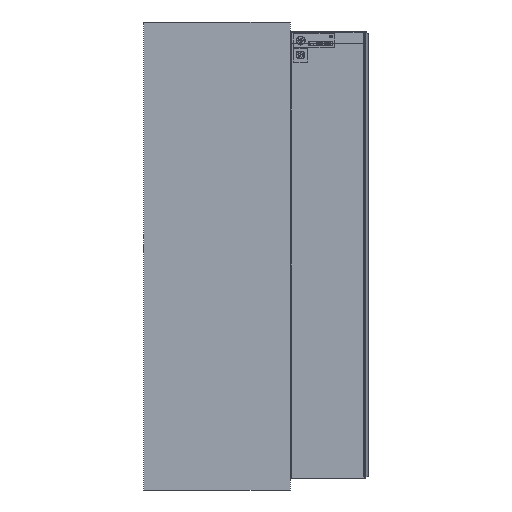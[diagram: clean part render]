
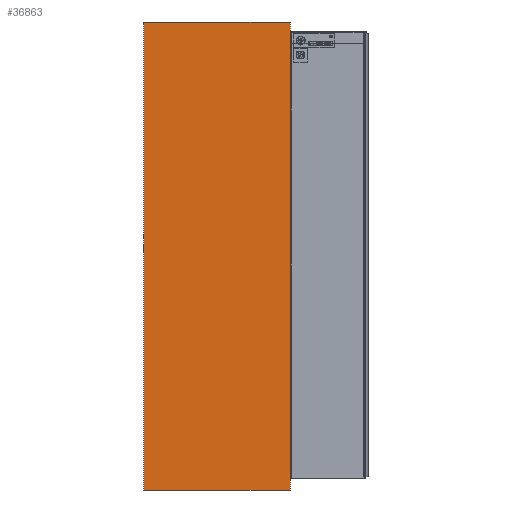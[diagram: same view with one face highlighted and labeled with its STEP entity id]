
A CAD part, left-side view. The second image highlights one B-rep face of the part: STEP entity #36863.
In plain terms, the highlighted planar face has unit normal (-1, 0, 0).
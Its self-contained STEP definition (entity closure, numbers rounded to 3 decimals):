
#1743=LINE('',#50099,#5486);
#1812=LINE('',#50252,#5555);
#1815=LINE('',#50257,#5558);
#1816=LINE('',#50258,#5559);
#5486=VECTOR('',#41803,10.);
#5555=VECTOR('',#41958,10.);
#5558=VECTOR('',#41963,10.);
#5559=VECTOR('',#41964,10.);
#9061=PLANE('',#39105);
#10973=FACE_OUTER_BOUND('',#13060,.T.);
#13060=EDGE_LOOP('',(#25182,#25183,#25184,#25185));
#16093=VERTEX_POINT('',#50096);
#16094=VERTEX_POINT('',#50098);
#16134=VERTEX_POINT('',#50249);
#16135=VERTEX_POINT('',#50251);
#19605=EDGE_CURVE('',#16093,#16094,#1743,.T.);
#19681=EDGE_CURVE('',#16134,#16135,#1812,.T.);
#19684=EDGE_CURVE('',#16094,#16134,#1815,.T.);
#19685=EDGE_CURVE('',#16135,#16093,#1816,.T.);
#25182=ORIENTED_EDGE('',*,*,#19684,.F.);
#25183=ORIENTED_EDGE('',*,*,#19605,.F.);
#25184=ORIENTED_EDGE('',*,*,#19685,.F.);
#25185=ORIENTED_EDGE('',*,*,#19681,.F.);
#36863=ADVANCED_FACE('',(#10973),#9061,.T.);
#39105=AXIS2_PLACEMENT_3D('',#50256,#41961,#41962);
#41803=DIRECTION('',(0.,-1.,0.));
#41958=DIRECTION('',(0.,1.,0.));
#41961=DIRECTION('center_axis',(-1.,0.,0.));
#41962=DIRECTION('ref_axis',(0.,-1.,0.));
#41963=DIRECTION('',(0.,0.,-1.));
#41964=DIRECTION('',(0.,0.,1.));
#50096=CARTESIAN_POINT('',(-598.25,308.25,984.));
#50098=CARTESIAN_POINT('',(-598.25,-308.25,984.));
#50099=CARTESIAN_POINT('',(-598.25,308.25,984.));
#50249=CARTESIAN_POINT('',(-598.25,-308.25,-984.));
#50251=CARTESIAN_POINT('',(-598.25,308.25,-984.));
#50252=CARTESIAN_POINT('',(-598.25,308.25,-984.));
#50256=CARTESIAN_POINT('Origin',(-598.25,308.25,0.));
#50257=CARTESIAN_POINT('',(-598.25,-308.25,0.));
#50258=CARTESIAN_POINT('',(-598.25,308.25,0.));
